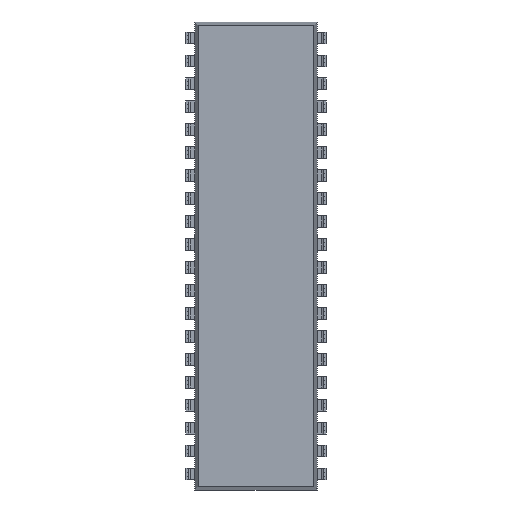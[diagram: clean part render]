
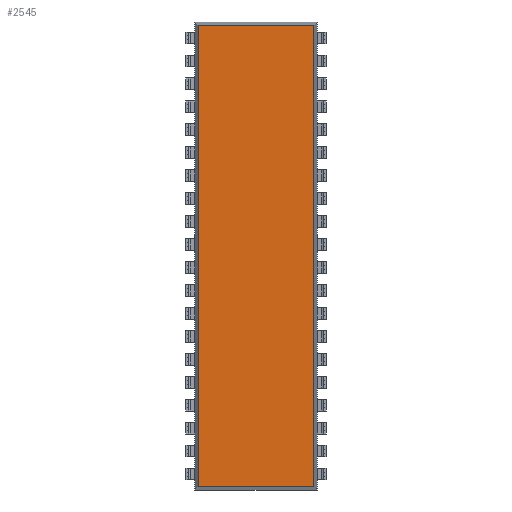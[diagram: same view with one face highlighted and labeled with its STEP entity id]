
A CAD part, front view. The second image highlights one B-rep face of the part: STEP entity #2545.
In plain terms, the highlighted planar face has unit normal (0, -1, 0).
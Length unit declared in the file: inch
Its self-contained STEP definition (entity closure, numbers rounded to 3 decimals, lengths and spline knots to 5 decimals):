
#30 = VERTEX_POINT ( 'NONE', #18157 ) ;
#266 = FACE_OUTER_BOUND ( 'NONE', #8077, .T. ) ;
#289 = VECTOR ( 'NONE', #1395, 39.37008 ) ;
#1395 = DIRECTION ( 'NONE',  ( -1., 0., 0. ) ) ;
#1808 = ORIENTED_EDGE ( 'NONE', *, *, #5375, .T. ) ;
#1899 = LINE ( 'NONE', #8313, #17234 ) ;
#2134 = EDGE_CURVE ( 'NONE', #30, #4600, #13852, .T. ) ;
#2545 = ADVANCED_FACE ( 'NONE', ( #266 ), #16308, .T. ) ;
#3240 = ORIENTED_EDGE ( 'NONE', *, *, #4192, .T. ) ;
#4192 = EDGE_CURVE ( 'NONE', #17424, #30, #10664, .T. ) ;
#4600 = VERTEX_POINT ( 'NONE', #8089 ) ;
#4661 = VECTOR ( 'NONE', #6195, 39.37008 ) ;
#4811 = CARTESIAN_POINT ( 'NONE',  ( -0.25154, 0.015, 1.01875 ) ) ;
#5153 = DIRECTION ( 'NONE',  ( 0., -1., 0. ) ) ;
#5375 = EDGE_CURVE ( 'NONE', #5977, #17424, #1899, .T. ) ;
#5519 = DIRECTION ( 'NONE',  ( 1., 0., 0. ) ) ;
#5977 = VERTEX_POINT ( 'NONE', #8717 ) ;
#6195 = DIRECTION ( 'NONE',  ( 0., 0., -1. ) ) ;
#7004 = CARTESIAN_POINT ( 'NONE',  ( 0.25154, 0.015, -1.01875 ) ) ;
#7580 = EDGE_CURVE ( 'NONE', #4600, #5977, #14723, .T. ) ;
#8019 = VECTOR ( 'NONE', #11293, 39.37008 ) ;
#8077 = EDGE_LOOP ( 'NONE', ( #12483, #1808, #3240, #17690 ) ) ;
#8089 = CARTESIAN_POINT ( 'NONE',  ( -0.25154, 0.015, 1.00404 ) ) ;
#8313 = CARTESIAN_POINT ( 'NONE',  ( -0.26625, 0.015, -1.00404 ) ) ;
#8717 = CARTESIAN_POINT ( 'NONE',  ( -0.25154, 0.015, -1.00404 ) ) ;
#9053 = AXIS2_PLACEMENT_3D ( 'NONE', #13443, #5153, #13507 ) ;
#10664 = LINE ( 'NONE', #7004, #8019 ) ;
#11293 = DIRECTION ( 'NONE',  ( 0., 0., 1. ) ) ;
#12483 = ORIENTED_EDGE ( 'NONE', *, *, #7580, .T. ) ;
#13443 = CARTESIAN_POINT ( 'NONE',  ( 0., 0.015, 0. ) ) ;
#13507 = DIRECTION ( 'NONE',  ( 0., 0., -1. ) ) ;
#13852 = LINE ( 'NONE', #14784, #289 ) ;
#14723 = LINE ( 'NONE', #4811, #4661 ) ;
#14784 = CARTESIAN_POINT ( 'NONE',  ( 0.26625, 0.015, 1.00404 ) ) ;
#15756 = CARTESIAN_POINT ( 'NONE',  ( 0.25154, 0.015, -1.00404 ) ) ;
#16308 = PLANE ( 'NONE',  #9053 ) ;
#17234 = VECTOR ( 'NONE', #5519, 39.37008 ) ;
#17424 = VERTEX_POINT ( 'NONE', #15756 ) ;
#17690 = ORIENTED_EDGE ( 'NONE', *, *, #2134, .T. ) ;
#18157 = CARTESIAN_POINT ( 'NONE',  ( 0.25154, 0.015, 1.00404 ) ) ;
